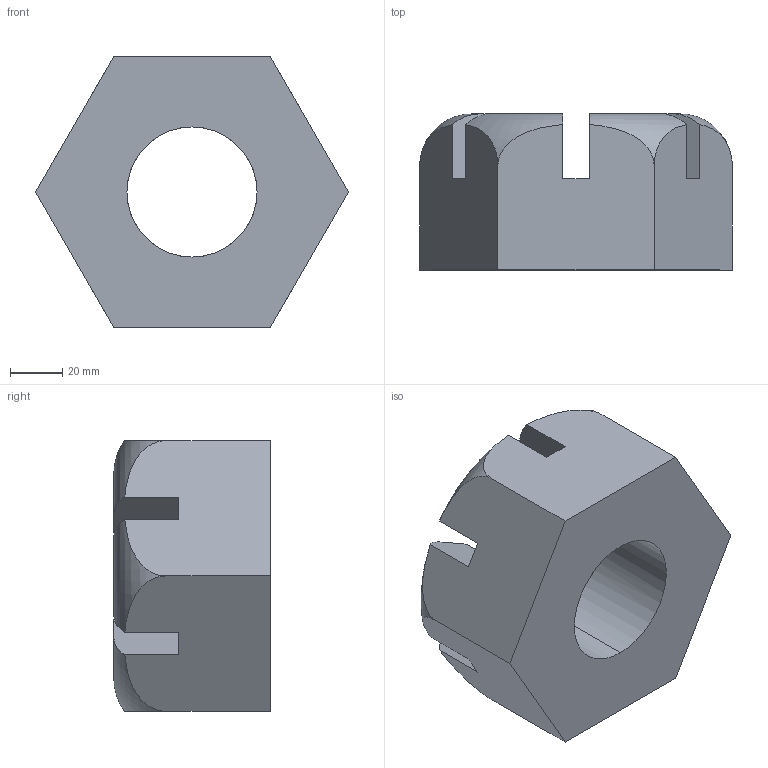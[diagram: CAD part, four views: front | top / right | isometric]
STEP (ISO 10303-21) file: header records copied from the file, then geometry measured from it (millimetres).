
FILE_DESCRIPTION (( 'STEP AP214' ), '1' );
FILE_NAME ('castel-nut.STEP', '2025-07-13T18:38:40', ( '' ), ( '' ), 'SwSTEP 2.0', 'SolidWorks 2025', '' );
FILE_SCHEMA (( 'AUTOMOTIVE_DESIGN' ));
Length unit declared in the file: millimetre
Products named in the file (1): castel-nut
Bounding box: 120.09 x 60 x 104 mm (x, y, z)
Volume: 394118.1 mm3; surface area: 49253.5 mm2
Topology: 1 solids, 1 shells, 39 faces, 114 edges, 76 vertices
Faces by surface type: plane 31, torus 6, cylinder 2
Entity records: 1749 total; most frequent: CARTESIAN_POINT 710, ORIENTED_EDGE 228, DIRECTION 192, EDGE_CURVE 114, VERTEX_POINT 76, LINE 68, VECTOR 68, AXIS2_PLACEMENT_3D 62
